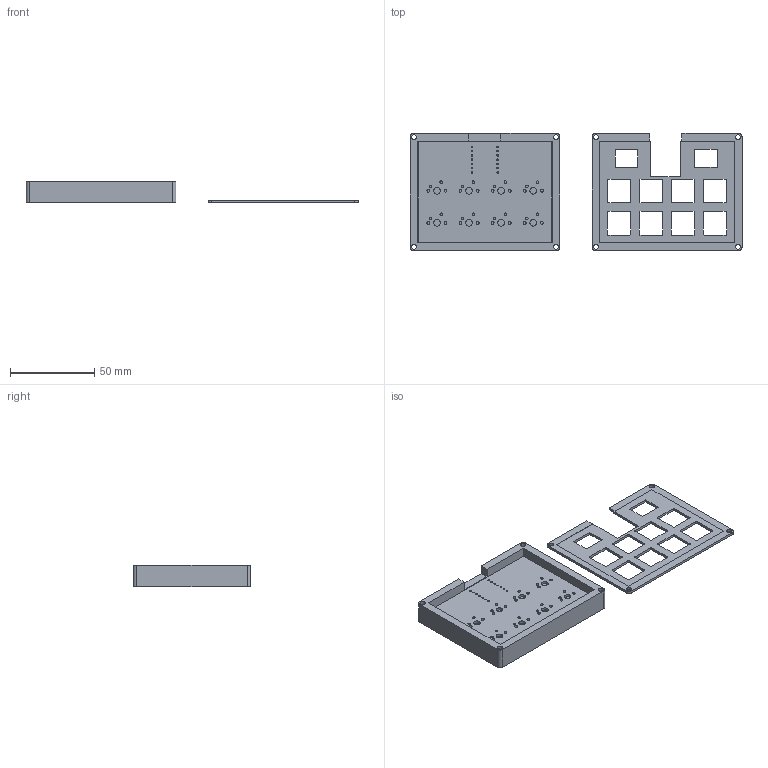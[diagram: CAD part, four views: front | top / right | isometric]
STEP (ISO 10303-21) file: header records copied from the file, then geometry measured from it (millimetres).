
FILE_DESCRIPTION(('HOOPS Exchange Step'),'2;1');
FILE_NAME('temp_export','2025-12-26T01:54:11+01:00',('arin'),('Shapr3D Limited'),'HOOPS Exchange 2024.6','Shapr3D','Authorized');
FILE_SCHEMA( ('AP242_MANAGED_MODEL_BASED_3D_ENGINEERING_MIM_LF {1 0 10303 442 1 1 4 }') );
Length unit declared in the file: millimetre
Products named in the file (4): soundpad_PCB; soundpad.step; temp_import; root
Assembly tree (3 placements, depth 3):
  root
    soundpad.step
      soundpad_PCB
    temp_import
Bounding box: 197 x 69.63 x 13 mm (x, y, z)
Volume: 44361.7 mm3; surface area: 41232.3 mm2
Topology: 6 solids, 6 shells, 395 faces, 1210 edges, 848 vertices
Faces by surface type: plane 188, bspline 105, cylinder 102
Full cylindrical faces by diameter (mm): 0.889 x14, 1.5 x16, 1.7 x16, 3 x8, 4 x8
Entity records: 16842 total; most frequent: CARTESIAN_POINT 5911, ORIENTED_EDGE 2420, DIRECTION 1924, EDGE_CURVE 1210, VERTEX_POINT 848, VECTOR 672, LINE 672, AXIS2_PLACEMENT_3D 626
